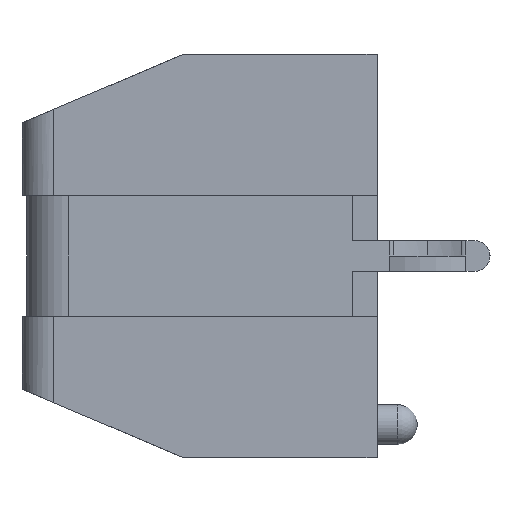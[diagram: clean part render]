
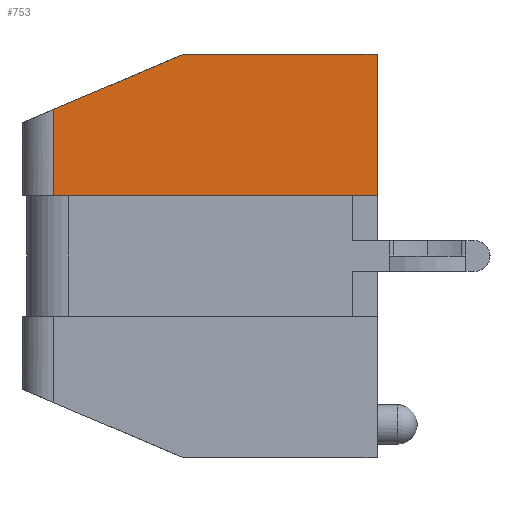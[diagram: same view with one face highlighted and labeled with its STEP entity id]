
A CAD part, left-side view. The second image highlights one B-rep face of the part: STEP entity #753.
In plain terms, the highlighted planar face has unit normal (-1, 0.018, 0).
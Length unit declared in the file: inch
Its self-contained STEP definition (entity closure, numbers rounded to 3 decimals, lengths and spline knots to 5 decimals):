
#731 = EDGE_CURVE ( 'NONE', #732, #6546, #8844, .T. ) ;
#732 = VERTEX_POINT ( 'NONE', #8840 ) ;
#735 = ORIENTED_EDGE ( 'NONE', *, *, #814, .F. ) ;
#746 = ORIENTED_EDGE ( 'NONE', *, *, #6642, .F. ) ;
#747 = ORIENTED_EDGE ( 'NONE', *, *, #1609, .F. ) ;
#752 = ORIENTED_EDGE ( 'NONE', *, *, #731, .T. ) ;
#753 = ADVANCED_FACE ( 'NONE', ( #8821 ), #8883, .T. ) ;
#754 = EDGE_LOOP ( 'NONE', ( #735, #811, #752, #746, #747 ) ) ;
#811 = ORIENTED_EDGE ( 'NONE', *, *, #812, .T. ) ;
#812 = EDGE_CURVE ( 'NONE', #815, #732, #8981, .T. ) ;
#814 = EDGE_CURVE ( 'NONE', #815, #1562, #8977, .T. ) ;
#815 = VERTEX_POINT ( 'NONE', #8973 ) ;
#1562 = VERTEX_POINT ( 'NONE', #10274 ) ;
#1609 = EDGE_CURVE ( 'NONE', #1562, #6640, #10353, .T. ) ;
#6546 = VERTEX_POINT ( 'NONE', #26023 ) ;
#6640 = VERTEX_POINT ( 'NONE', #26206 ) ;
#6642 = EDGE_CURVE ( 'NONE', #6640, #6546, #26205, .T. ) ;
#8821 = FACE_OUTER_BOUND ( 'NONE', #754, .T. ) ;
#8840 = CARTESIAN_POINT ( 'NONE',  ( -1.05731, 0.4007, 0.075 ) ) ;
#8841 = DIRECTION ( 'NONE',  ( -0.017, -1., 0. ) ) ;
#8842 = VECTOR ( 'NONE', #8841, 39.37008 ) ;
#8843 = CARTESIAN_POINT ( 'NONE',  ( -1.05662, 0.44, 0.075 ) ) ;
#8844 = LINE ( 'NONE', #8843, #8842 ) ;
#8879 = DIRECTION ( 'NONE',  ( -0.017, -1., 0. ) ) ;
#8880 = DIRECTION ( 'NONE',  ( -1., 0.017, 0. ) ) ;
#8881 = CARTESIAN_POINT ( 'NONE',  ( -1.05662, 0.44, 0. ) ) ;
#8882 = AXIS2_PLACEMENT_3D ( 'NONE', #8881, #8880, #8879 ) ;
#8883 = PLANE ( 'NONE',  #8882 ) ;
#8973 = CARTESIAN_POINT ( 'NONE',  ( -1.05731, 0.4007, 0.1817 ) ) ;
#8974 = DIRECTION ( 'NONE',  ( -0.016, -0.92, 0.391 ) ) ;
#8975 = VECTOR ( 'NONE', #8974, 39.37008 ) ;
#8976 = CARTESIAN_POINT ( 'NONE',  ( -1.05662, 0.43988, 0.16505 ) ) ;
#8977 = LINE ( 'NONE', #8976, #8975 ) ;
#8978 = DIRECTION ( 'NONE',  ( 0., 0., -1. ) ) ;
#8979 = VECTOR ( 'NONE', #8978, 39.37008 ) ;
#8980 = CARTESIAN_POINT ( 'NONE',  ( -1.05731, 0.4007, 0. ) ) ;
#8981 = LINE ( 'NONE', #8980, #8979 ) ;
#10274 = CARTESIAN_POINT ( 'NONE',  ( -1.06011, 0.24, 0.25 ) ) ;
#10351 = VECTOR ( 'NONE', #10392, 39.37008 ) ;
#10352 = CARTESIAN_POINT ( 'NONE',  ( -1.06425, 0.00278, 0.25 ) ) ;
#10353 = LINE ( 'NONE', #10352, #10351 ) ;
#10392 = DIRECTION ( 'NONE',  ( -0.017, -1., 0. ) ) ;
#26023 = CARTESIAN_POINT ( 'NONE',  ( -1.0643, 0., 0.075 ) ) ;
#26202 = DIRECTION ( 'NONE',  ( 0., 0., -1. ) ) ;
#26203 = VECTOR ( 'NONE', #26202, 39.37008 ) ;
#26204 = CARTESIAN_POINT ( 'NONE',  ( -1.0643, 0., 0.25 ) ) ;
#26205 = LINE ( 'NONE', #26204, #26203 ) ;
#26206 = CARTESIAN_POINT ( 'NONE',  ( -1.0643, 0., 0.25 ) ) ;
